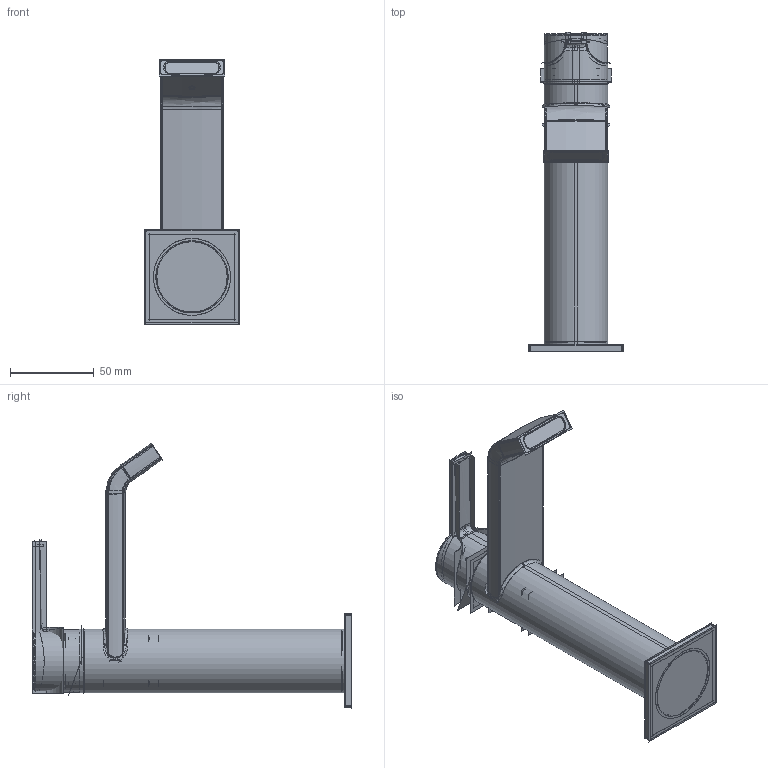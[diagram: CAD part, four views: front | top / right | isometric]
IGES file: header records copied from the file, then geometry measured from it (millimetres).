
Start section:  PTC IGES file: a42816_asm.igs
Global section: file name: a42816_asm.igs; native system: Creo Parametric by PTC Inc.; preprocessor: 2018300; author: kazem.moradi; organization: Unknown; date: 20211103.134711; units: millimetre
Bounding box: 57.2 x 190.78 x 158.6 mm (x, y, z)
Surface area: 183835.4 mm2 (no closed solid volume)
Topology: 0 solids, 0 shells, 1512 faces, 19797 edges, 25786 vertices
Faces by surface type: bspline 868, revolution 632, extrusion 12
